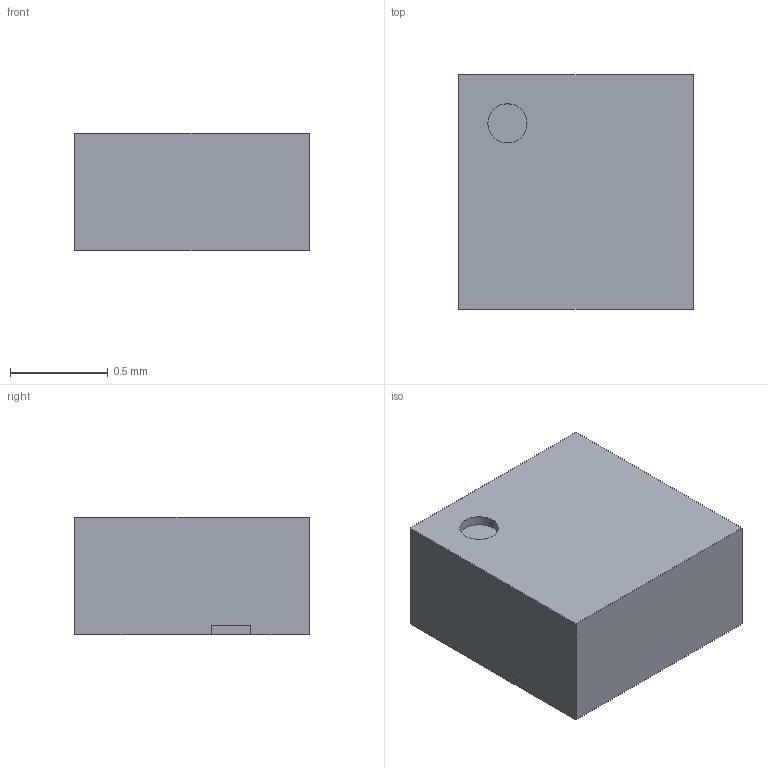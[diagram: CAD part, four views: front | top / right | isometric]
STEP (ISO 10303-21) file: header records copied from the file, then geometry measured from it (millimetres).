
FILE_DESCRIPTION(('FreeCAD Model'),'2;1');
FILE_NAME('Open CASCADE Shape Model','2021-06-09T00:05:36',('Author'),( ''),'Open CASCADE STEP processor 7.5','FreeCAD','Unknown');
FILE_SCHEMA(('AUTOMOTIVE_DESIGN { 1 0 10303 214 1 1 1 1 }'));
Length unit declared in the file: millimetre
Products named in the file (1): Fusion
Bounding box: 1.2 x 1.2 x 0.6 mm (x, y, z)
Volume: 0.9 mm3; surface area: 5.8 mm2
Topology: 1 solids, 1 shells, 84 faces, 183 edges, 102 vertices
Faces by surface type: plane 75, cylinder 9
Full cylindrical faces by diameter (mm): 0.2 x1
Entity records: 2745 total; most frequent: DIRECTION 383, CARTESIAN_POINT 370, ORIENTED_EDGE 366, EDGE_CURVE 183, LINE 153, VECTOR 153, AXIS2_PLACEMENT_3D 115, VERTEX_POINT 102
